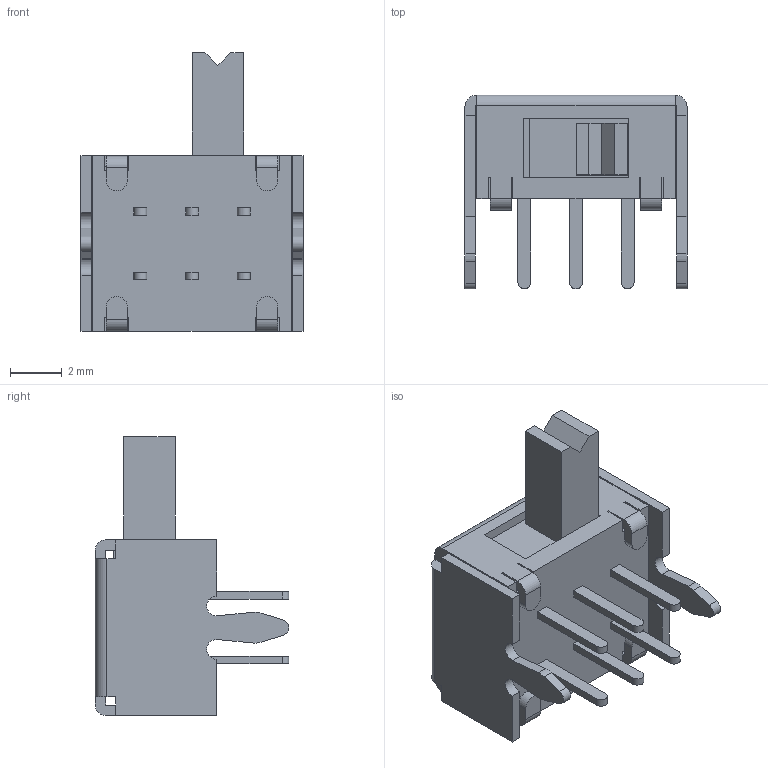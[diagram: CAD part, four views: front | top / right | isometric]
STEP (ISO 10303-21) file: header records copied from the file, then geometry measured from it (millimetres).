
FILE_DESCRIPTION( ( 'STEP AP214' ), ' ' );
FILE_NAME( 'psolqas1401287485.stp', '2017-09-21T12:01:28', ( '' ), ( '' ), ' ', 'PARTsolutions', ' ' );
FILE_SCHEMA( ( 'AUTOMOTIVE_DESIGN { 1 0 10303 214 1 1 1 1 }' ) );
Length unit declared in the file: metre
Products named in the file (1): 1
Bounding box: 8.6 x 7.5 x 10.8 mm (x, y, z)
Volume: 171.9 mm3; surface area: 577 mm2
Topology: 1 solids, 1 shells, 216 faces, 615 edges, 403 vertices
Faces by surface type: plane 160, cylinder 34, extrusion 22
Entity records: 7234 total; most frequent: CARTESIAN_POINT 1603, ORIENTED_EDGE 1230, DIRECTION 1051, EDGE_CURVE 615, VECTOR 525, LINE 503, VERTEX_POINT 403, AXIS2_PLACEMENT_3D 263
